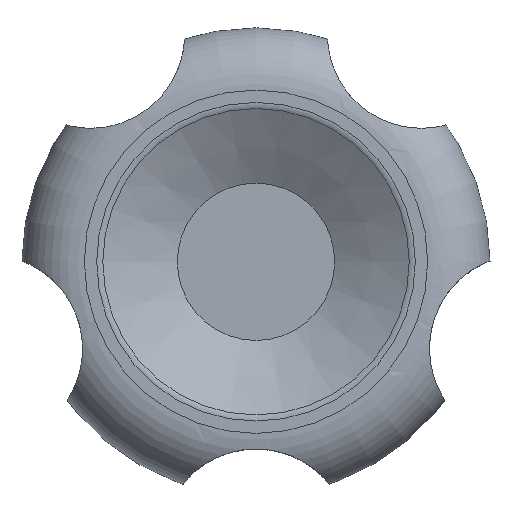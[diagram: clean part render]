
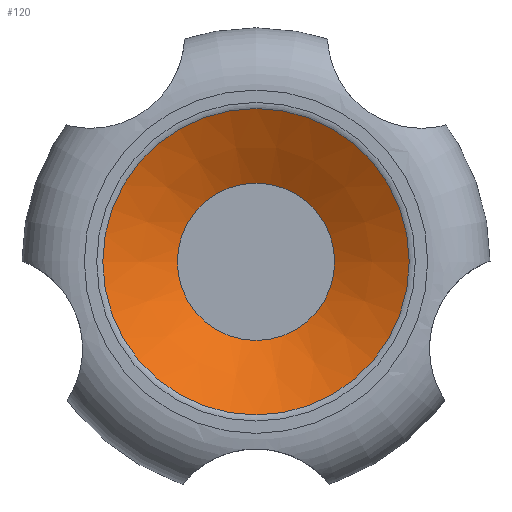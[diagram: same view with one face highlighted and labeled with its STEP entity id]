
A CAD part, top view. The second image highlights one B-rep face of the part: STEP entity #120.
In plain terms, the highlighted conical face has half-angle 60.548 degrees and reference radius 25 mm.
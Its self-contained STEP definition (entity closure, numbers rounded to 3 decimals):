
#120 = ADVANCED_FACE( '', ( #270, #271 ), #272, .F. );
#270 = FACE_OUTER_BOUND( '', #420, .T. );
#271 = FACE_BOUND( '', #421, .T. );
#272 = CONICAL_SURFACE( '', #422, 25., 1.057 );
#420 = EDGE_LOOP( '', ( #679 ) );
#421 = EDGE_LOOP( '', ( #680 ) );
#422 = AXIS2_PLACEMENT_3D( '', #681, #682, #683 );
#679 = ORIENTED_EDGE( '', *, *, #754, .T. );
#680 = ORIENTED_EDGE( '', *, *, #781, .F. );
#681 = CARTESIAN_POINT( '', ( 0., 0., 48. ) );
#682 = DIRECTION( '', ( 0., 0., 1. ) );
#683 = DIRECTION( '', ( 1., 0., 0. ) );
#754 = EDGE_CURVE( '', #884, #884, #885, .F. );
#781 = EDGE_CURVE( '', #925, #925, #926, .T. );
#884 = VERTEX_POINT( '', #1092 );
#885 = CIRCLE( '', #1093, 24.542 );
#925 = VERTEX_POINT( '', #1351 );
#926 = CIRCLE( '', #1352, 12.603 );
#1092 = CARTESIAN_POINT( '', ( -24.542, 0., 47.742 ) );
#1093 = AXIS2_PLACEMENT_3D( '', #1793, #1794, #1795 );
#1351 = CARTESIAN_POINT( '', ( 12.603, 0., 41. ) );
#1352 = AXIS2_PLACEMENT_3D( '', #1829, #1830, #1831 );
#1793 = CARTESIAN_POINT( '', ( 0., 0., 47.742 ) );
#1794 = DIRECTION( '', ( 0., 0., -1. ) );
#1795 = DIRECTION( '', ( -1., 0., 0. ) );
#1829 = CARTESIAN_POINT( '', ( 0., 0., 41. ) );
#1830 = DIRECTION( '', ( 0., 0., 1. ) );
#1831 = DIRECTION( '', ( 1., 0., 0. ) );
